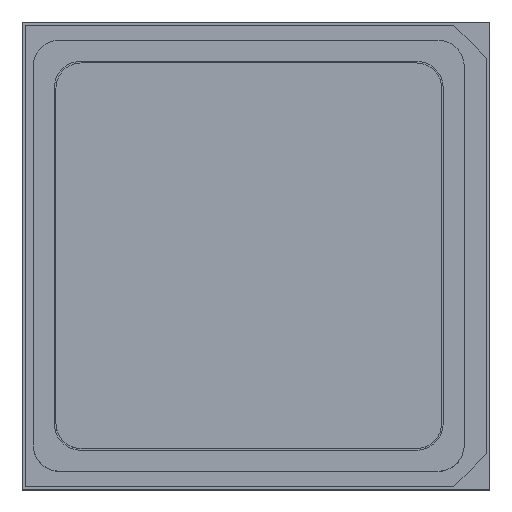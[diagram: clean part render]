
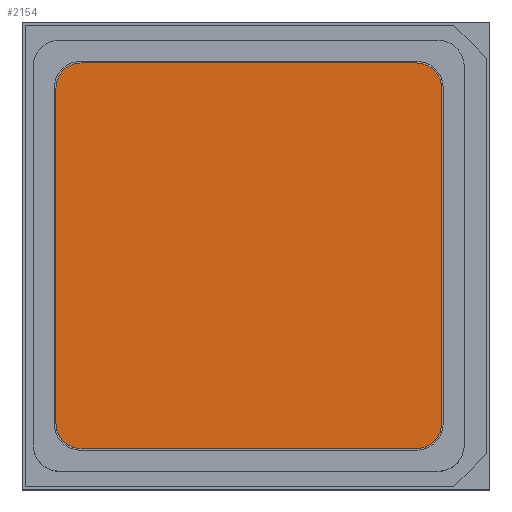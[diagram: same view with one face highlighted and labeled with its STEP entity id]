
A CAD part, top view. The second image highlights one B-rep face of the part: STEP entity #2154.
In plain terms, the highlighted planar face has unit normal (0, 0, 1).
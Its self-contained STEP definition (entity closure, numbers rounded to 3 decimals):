
#136=CIRCLE('',#2785,0.19);
#137=CIRCLE('',#2786,0.19);
#138=CIRCLE('',#2787,0.19);
#139=CIRCLE('',#2788,0.19);
#710=ORIENTED_EDGE('',*,*,#1029,.F.);
#711=ORIENTED_EDGE('',*,*,#1031,.T.);
#712=ORIENTED_EDGE('',*,*,#1023,.F.);
#713=ORIENTED_EDGE('',*,*,#1032,.T.);
#714=ORIENTED_EDGE('',*,*,#1019,.F.);
#715=ORIENTED_EDGE('',*,*,#1033,.T.);
#716=ORIENTED_EDGE('',*,*,#1015,.F.);
#717=ORIENTED_EDGE('',*,*,#1034,.T.);
#1015=EDGE_CURVE('',#1219,#1220,#1448,.T.);
#1019=EDGE_CURVE('',#1223,#1224,#1452,.T.);
#1023=EDGE_CURVE('',#1227,#1228,#1456,.T.);
#1029=EDGE_CURVE('',#1233,#1234,#1462,.T.);
#1031=EDGE_CURVE('',#1233,#1228,#136,.F.);
#1032=EDGE_CURVE('',#1227,#1224,#137,.F.);
#1033=EDGE_CURVE('',#1223,#1220,#138,.F.);
#1034=EDGE_CURVE('',#1219,#1234,#139,.F.);
#1219=VERTEX_POINT('',#3986);
#1220=VERTEX_POINT('',#3987);
#1223=VERTEX_POINT('',#3995);
#1224=VERTEX_POINT('',#3996);
#1227=VERTEX_POINT('',#4004);
#1228=VERTEX_POINT('',#4005);
#1233=VERTEX_POINT('',#4016);
#1234=VERTEX_POINT('',#4018);
#1448=LINE('',#3985,#1675);
#1452=LINE('',#3994,#1679);
#1456=LINE('',#4003,#1683);
#1462=LINE('',#4017,#1689);
#1675=VECTOR('',#3360,1000.);
#1679=VECTOR('',#3366,1000.);
#1683=VECTOR('',#3372,1000.);
#1689=VECTOR('',#3380,1000.);
#1812=EDGE_LOOP('',(#710,#711,#712,#713,#714,#715,#716,#717));
#1943=FACE_BOUND('',#1812,.T.);
#2037=PLANE('',#2784);
#2154=ADVANCED_FACE('',(#1943),#2037,.F.);
#2784=AXIS2_PLACEMENT_3D('',#4020,#3382,#3383);
#2785=AXIS2_PLACEMENT_3D('',#4021,#3384,#3385);
#2786=AXIS2_PLACEMENT_3D('',#4022,#3386,#3387);
#2787=AXIS2_PLACEMENT_3D('',#4023,#3388,#3389);
#2788=AXIS2_PLACEMENT_3D('',#4024,#3390,#3391);
#3360=DIRECTION('',(0.,1.,0.));
#3366=DIRECTION('',(1.,0.,0.));
#3372=DIRECTION('',(0.,-1.,0.));
#3380=DIRECTION('',(-1.,0.,0.));
#3382=DIRECTION('',(0.,0.,-1.));
#3383=DIRECTION('',(-1.,0.,0.));
#3384=DIRECTION('',(0.,0.,-1.));
#3385=DIRECTION('',(-1.,0.,0.));
#3386=DIRECTION('',(0.,0.,-1.));
#3387=DIRECTION('',(-1.,0.,0.));
#3388=DIRECTION('',(0.,0.,-1.));
#3389=DIRECTION('',(-1.,0.,0.));
#3390=DIRECTION('',(0.,0.,-1.));
#3391=DIRECTION('',(-1.,0.,0.));
#3985=CARTESIAN_POINT('',(-1.518,-1.463,1.14));
#3986=CARTESIAN_POINT('',(-1.518,-1.273,1.14));
#3987=CARTESIAN_POINT('',(-1.518,1.273,1.14));
#3994=CARTESIAN_POINT('',(-1.518,1.463,1.14));
#3995=CARTESIAN_POINT('',(-1.328,1.463,1.14));
#3996=CARTESIAN_POINT('',(1.218,1.463,1.14));
#4003=CARTESIAN_POINT('',(1.408,1.463,1.14));
#4004=CARTESIAN_POINT('',(1.408,1.273,1.14));
#4005=CARTESIAN_POINT('',(1.408,-1.273,1.14));
#4016=CARTESIAN_POINT('',(1.218,-1.463,1.14));
#4017=CARTESIAN_POINT('',(1.408,-1.463,1.14));
#4018=CARTESIAN_POINT('',(-1.328,-1.463,1.14));
#4020=CARTESIAN_POINT('',(0.,0.,1.14));
#4021=CARTESIAN_POINT('',(1.218,-1.273,1.14));
#4022=CARTESIAN_POINT('',(1.218,1.273,1.14));
#4023=CARTESIAN_POINT('',(-1.328,1.273,1.14));
#4024=CARTESIAN_POINT('',(-1.328,-1.273,1.14));
